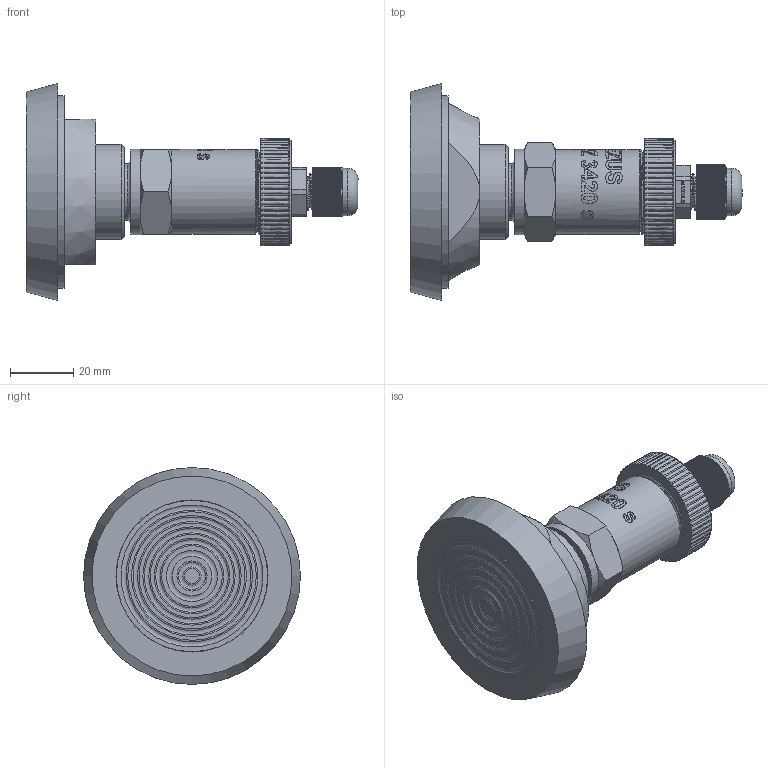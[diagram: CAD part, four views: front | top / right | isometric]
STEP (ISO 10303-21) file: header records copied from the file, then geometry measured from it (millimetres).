
FILE_DESCRIPTION(/* description */ (''),/* implementation_level */ '2;1');
FILE_NAME(/* name */ 'APZ3420s_TapperDN50_2.step',/* time_stamp */ '2021-07-08T14:10:56+03:00',/* author */ (''),/* organization */ (''),/* preprocessor_version */ 'ST-DEVELOPER v18.1',/* originating_system */ 'Autodesk Translation Framework v10.9.0.1377',/* authorisation */ '');
FILE_SCHEMA (('AUTOMOTIVE_DESIGN { 1 0 10303 214 3 1 1 }'));
Products named in the file (9): АПЗ 3420S заполненная; OMAL nut M27x1.5; Ш100.000.001; M12x1.5 Cable gland; Cable gland; Rubber gasket; M12 Domed nut; G1\2EN; Tapper socket DN50 diaphragm 48 v2 (1)
Assembly tree (8 placements, depth 3):
  АПЗ 3420S заполненная
    OMAL nut M27x1.5
    Ш100.000.001
    M12x1.5 Cable gland
      Cable gland
      Rubber gasket
      M12 Domed nut
    G1\2EN
    Tapper socket DN50 diaphragm 48 v2 (1)
Bounding box: 104.83 x 68.5 x 68.5 mm (x, y, z)
Volume: 99200.1 mm3; surface area: 31444.9 mm2
Topology: 8 solids, 8 shells, 2788 faces, 8111 edges, 5404 vertices
Faces by surface type: plane 1510, cylinder 794, bspline 432, cone 33, torus 18, sphere 1
Full cylindrical faces by diameter (mm): 1 x6, 2 x1, 3 x1, 3.3 x1, 5 x1, 6 x3, 7 x1, 7.5 x1, 8 x1, 9.976 x5, 10 x6, 10.376 x4, 10.526 x3, 11.6 x4, 12 x5, 12.203 x3, 12.6 x1, 15 x1, 16.7 x1, 17 x1, 17.5 x1, 18 x1, 18.631 x7, 20.955 x7, 21.4 x2, 22 x1, 22.3 x1, 22.4 x1, 24.5 x1, 25.132 x4
Entity records: 123990 total; most frequent: CARTESIAN_POINT 53648, ORIENTED_EDGE 16222, DIRECTION 12629, EDGE_CURVE 8111, VERTEX_POINT 5404, LINE 4345, VECTOR 4345, AXIS2_PLACEMENT_3D 4142
